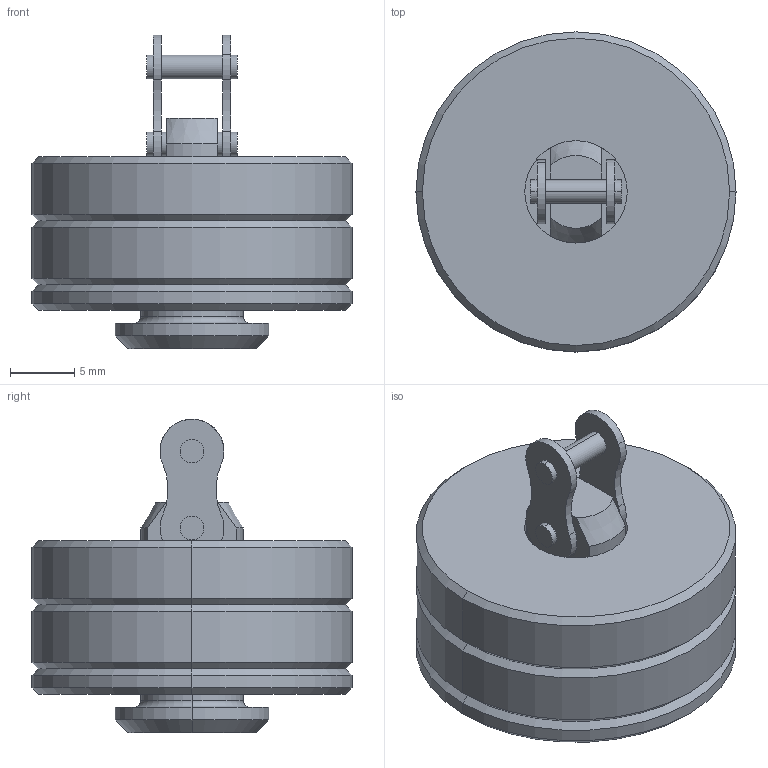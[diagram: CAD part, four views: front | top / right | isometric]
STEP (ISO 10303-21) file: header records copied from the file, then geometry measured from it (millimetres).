
FILE_DESCRIPTION(('STEP AP214'),'1');
FILE_NAME('cctmp_6F8CABC9-1F8C-41A6-8972-948BB2FCCC45_2020_9_21_17_18_41_272..stp','2020-09-21T15:18:41',('MiniTec Maschinenbau GmbH & Co.KG'),('CADClick - www.CADClick.com'),'Spatial InterOp 3D',' ','unknown authorization');
FILE_SCHEMA(('AUTOMOTIVE_DESIGN'));
Length unit declared in the file: millimetre
Products named in the file (1): 1
Bounding box: 25 x 25 x 24.5 mm (x, y, z)
Volume: 6174.7 mm3; surface area: 2562 mm2
Topology: 2 solids, 2 shells, 83 faces, 182 edges, 114 vertices
Faces by surface type: cylinder 46, plane 19, cone 16, torus 2
Entity records: 3010 total; most frequent: DIRECTION 458, CARTESIAN_POINT 389, ORIENTED_EDGE 364, AXIS2_PLACEMENT_3D 195, EDGE_CURVE 182, VERTEX_POINT 114, CIRCLE 110, EDGE_LOOP 96
